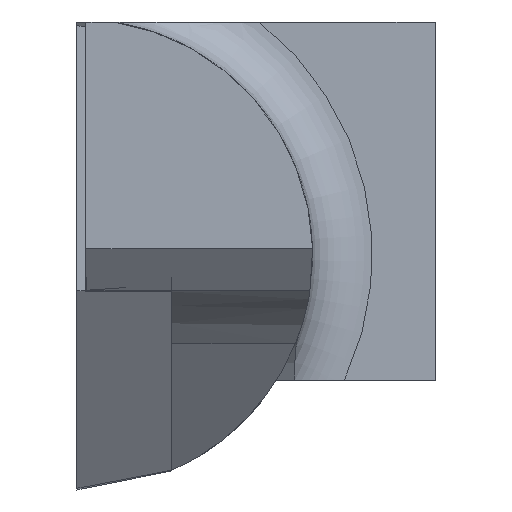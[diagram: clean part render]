
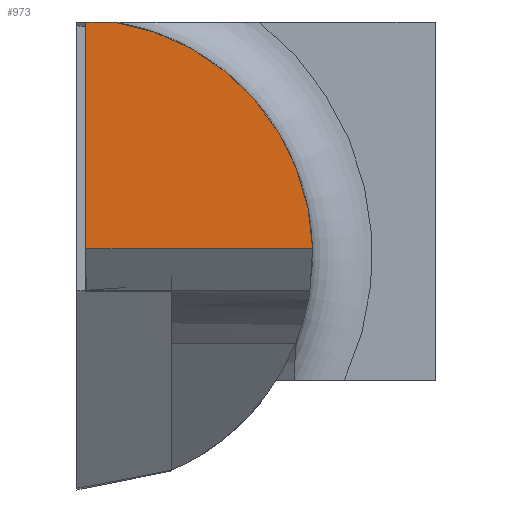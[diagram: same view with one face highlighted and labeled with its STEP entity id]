
A CAD part, left-side view. The second image highlights one B-rep face of the part: STEP entity #973.
In plain terms, the highlighted planar face has unit normal (-1, 0, 0).
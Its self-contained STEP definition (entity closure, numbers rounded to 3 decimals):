
#22 = EDGE_CURVE ( 'NONE', #760, #213, #222, .T. ) ;
#149 = EDGE_CURVE ( 'NONE', #760, #1117, #992, .T. ) ;
#153 = ORIENTED_EDGE ( 'NONE', *, *, #149, .F. ) ;
#186 = CARTESIAN_POINT ( 'NONE',  ( 0., 0., 20. ) ) ;
#213 = VERTEX_POINT ( 'NONE', #382 ) ;
#218 = ORIENTED_EDGE ( 'NONE', *, *, #965, .F. ) ;
#222 = LINE ( 'NONE', #1317, #1226 ) ;
#334 = CIRCLE ( 'NONE', #562, 7.9 ) ;
#382 = CARTESIAN_POINT ( 'NONE',  ( 0., 11.7, 12.398 ) ) ;
#432 = ORIENTED_EDGE ( 'NONE', *, *, #22, .T. ) ;
#521 = DIRECTION ( 'NONE',  ( 0., 0., -1. ) ) ;
#562 = AXIS2_PLACEMENT_3D ( 'NONE', #599, #1162, #521 ) ;
#599 = CARTESIAN_POINT ( 'NONE',  ( 0., 12., 12.2 ) ) ;
#644 = CARTESIAN_POINT ( 'NONE',  ( 0., 4.102, 12.398 ) ) ;
#740 = DIRECTION ( 'NONE',  ( -1., 0., 0. ) ) ;
#760 = VERTEX_POINT ( 'NONE', #1111 ) ;
#772 = DIRECTION ( 'NONE',  ( 0., 0., -1. ) ) ;
#828 = FACE_OUTER_BOUND ( 'NONE', #1158, .T. ) ;
#872 = DIRECTION ( 'NONE',  ( 0., -1., 0. ) ) ;
#879 = CARTESIAN_POINT ( 'NONE',  ( 0., 0., 20. ) ) ;
#886 = VECTOR ( 'NONE', #1296, 1000. ) ;
#924 = ORIENTED_EDGE ( 'NONE', *, *, #1333, .T. ) ;
#934 = LINE ( 'NONE', #1145, #886 ) ;
#965 = EDGE_CURVE ( 'NONE', #1117, #1386, #334, .T. ) ;
#973 = ADVANCED_FACE ( 'NONE', ( #828 ), #1039, .T. ) ;
#974 = CARTESIAN_POINT ( 'NONE',  ( 0., 10.747, 20. ) ) ;
#992 = LINE ( 'NONE', #879, #1225 ) ;
#1039 = PLANE ( 'NONE',  #1135 ) ;
#1111 = CARTESIAN_POINT ( 'NONE',  ( 0., 11.7, 20. ) ) ;
#1117 = VERTEX_POINT ( 'NONE', #974 ) ;
#1135 = AXIS2_PLACEMENT_3D ( 'NONE', #186, #740, #1256 ) ;
#1145 = CARTESIAN_POINT ( 'NONE',  ( 0., 0., 12.398 ) ) ;
#1158 = EDGE_LOOP ( 'NONE', ( #924, #218, #153, #432 ) ) ;
#1162 = DIRECTION ( 'NONE',  ( 1., 0., 0. ) ) ;
#1225 = VECTOR ( 'NONE', #872, 1000. ) ;
#1226 = VECTOR ( 'NONE', #772, 1000. ) ;
#1256 = DIRECTION ( 'NONE',  ( 0., 0., -1. ) ) ;
#1296 = DIRECTION ( 'NONE',  ( 0., -1., 0. ) ) ;
#1317 = CARTESIAN_POINT ( 'NONE',  ( 0., 11.7, 20. ) ) ;
#1333 = EDGE_CURVE ( 'NONE', #213, #1386, #934, .T. ) ;
#1386 = VERTEX_POINT ( 'NONE', #644 ) ;
